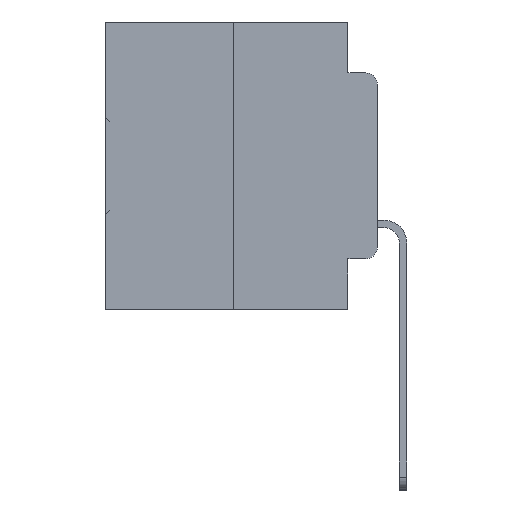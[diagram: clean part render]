
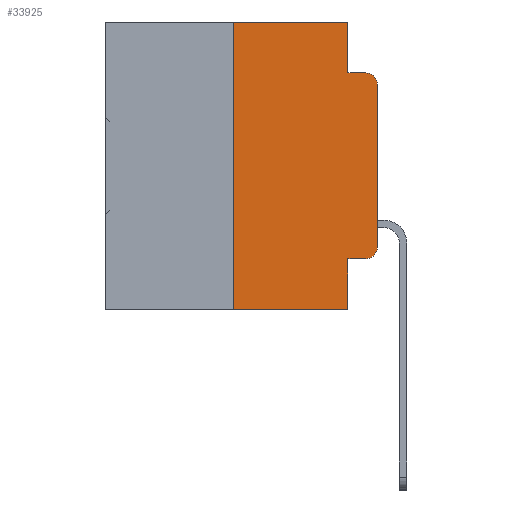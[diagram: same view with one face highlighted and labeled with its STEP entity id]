
A CAD part, left-side view. The second image highlights one B-rep face of the part: STEP entity #33925.
In plain terms, the highlighted planar face has unit normal (-1, 0, 0).
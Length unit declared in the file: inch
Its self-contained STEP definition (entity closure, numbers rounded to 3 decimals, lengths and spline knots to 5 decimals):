
#750 = CARTESIAN_POINT ( 'NONE',  ( 0., 0.051, -0.4115 ) ) ;
#1146 = VERTEX_POINT ( 'NONE', #35442 ) ;
#1662 = ORIENTED_EDGE ( 'NONE', *, *, #13716, .F. ) ;
#1681 = PLANE ( 'NONE',  #20902 ) ;
#1826 = CARTESIAN_POINT ( 'NONE',  ( 0., 0., -0.3915 ) ) ;
#2521 = VERTEX_POINT ( 'NONE', #6101 ) ;
#2662 = EDGE_CURVE ( 'NONE', #24225, #6385, #6070, .T. ) ;
#3452 = DIRECTION ( 'NONE',  ( 0., -1., 0. ) ) ;
#3551 = DIRECTION ( 'NONE',  ( 0., -1., 0. ) ) ;
#3915 = LINE ( 'NONE', #5569, #9555 ) ;
#4012 = CARTESIAN_POINT ( 'NONE',  ( 0., 0.02, -0.3915 ) ) ;
#4093 = VECTOR ( 'NONE', #27255, 39.37008 ) ;
#4270 = ORIENTED_EDGE ( 'NONE', *, *, #13938, .F. ) ;
#4512 = DIRECTION ( 'NONE',  ( 0., 0., -1. ) ) ;
#4666 = VERTEX_POINT ( 'NONE', #7155 ) ;
#4677 = VECTOR ( 'NONE', #3452, 39.37008 ) ;
#4983 = LINE ( 'NONE', #19060, #4093 ) ;
#5569 = CARTESIAN_POINT ( 'NONE',  ( 0., 0.473, 0. ) ) ;
#5831 = DIRECTION ( 'NONE',  ( 0., -1., 0. ) ) ;
#6020 = VERTEX_POINT ( 'NONE', #33155 ) ;
#6070 = CIRCLE ( 'NONE', #18338, 0.02 ) ;
#6101 = CARTESIAN_POINT ( 'NONE',  ( 0., 0.25, -0.5 ) ) ;
#6143 = EDGE_CURVE ( 'NONE', #24839, #24225, #17499, .T. ) ;
#6385 = VERTEX_POINT ( 'NONE', #1826 ) ;
#6810 = DIRECTION ( 'NONE',  ( 0., 0., -1. ) ) ;
#7155 = CARTESIAN_POINT ( 'NONE',  ( 0., 0.051, 0. ) ) ;
#7173 = CARTESIAN_POINT ( 'NONE',  ( 0., 0.473, 0. ) ) ;
#7175 = DIRECTION ( 'NONE',  ( 0., 0., 1. ) ) ;
#7812 = CARTESIAN_POINT ( 'NONE',  ( 0., 0., -0.1085 ) ) ;
#8219 = LINE ( 'NONE', #18327, #22045 ) ;
#8496 = CARTESIAN_POINT ( 'NONE',  ( 0., 0.051, -0.4115 ) ) ;
#9555 = VECTOR ( 'NONE', #16697, 39.37008 ) ;
#10015 = ORIENTED_EDGE ( 'NONE', *, *, #25336, .F. ) ;
#10301 = EDGE_CURVE ( 'NONE', #24839, #14833, #35046, .T. ) ;
#10447 = CARTESIAN_POINT ( 'NONE',  ( 0., 0.051, 0. ) ) ;
#12041 = LINE ( 'NONE', #17281, #4677 ) ;
#12748 = VECTOR ( 'NONE', #28192, 39.37008 ) ;
#13440 = EDGE_LOOP ( 'NONE', ( #18157, #24176, #34763, #4270, #10015, #1662, #16996, #14002, #28264, #27211 ) ) ;
#13462 = EDGE_CURVE ( 'NONE', #19417, #6020, #30797, .T. ) ;
#13716 = EDGE_CURVE ( 'NONE', #2521, #1146, #4983, .T. ) ;
#13938 = EDGE_CURVE ( 'NONE', #4666, #18421, #34608, .T. ) ;
#14002 = ORIENTED_EDGE ( 'NONE', *, *, #10301, .F. ) ;
#14061 = CARTESIAN_POINT ( 'NONE',  ( 0., 0.473, -0.5 ) ) ;
#14833 = VERTEX_POINT ( 'NONE', #21477 ) ;
#15182 = DIRECTION ( 'NONE',  ( -1., 0., 0. ) ) ;
#15681 = EDGE_CURVE ( 'NONE', #2521, #14833, #18269, .T. ) ;
#16697 = DIRECTION ( 'NONE',  ( 0., -1., 0. ) ) ;
#16996 = ORIENTED_EDGE ( 'NONE', *, *, #15681, .T. ) ;
#17281 = CARTESIAN_POINT ( 'NONE',  ( 0., 0.051, -0.0885 ) ) ;
#17395 = EDGE_CURVE ( 'NONE', #6385, #19417, #8219, .T. ) ;
#17499 = LINE ( 'NONE', #750, #31164 ) ;
#18157 = ORIENTED_EDGE ( 'NONE', *, *, #17395, .T. ) ;
#18269 = LINE ( 'NONE', #14061, #31897 ) ;
#18327 = CARTESIAN_POINT ( 'NONE',  ( 0., 0., 0. ) ) ;
#18338 = AXIS2_PLACEMENT_3D ( 'NONE', #4012, #23328, #6810 ) ;
#18364 = EDGE_CURVE ( 'NONE', #18421, #6020, #12041, .T. ) ;
#18421 = VERTEX_POINT ( 'NONE', #31236 ) ;
#19060 = CARTESIAN_POINT ( 'NONE',  ( 0., 0.25, 0. ) ) ;
#19417 = VERTEX_POINT ( 'NONE', #7812 ) ;
#19997 = CARTESIAN_POINT ( 'NONE',  ( 0., 0.051, 0. ) ) ;
#20902 = AXIS2_PLACEMENT_3D ( 'NONE', #7173, #21060, #4512 ) ;
#21060 = DIRECTION ( 'NONE',  ( 1., 0., 0. ) ) ;
#21477 = CARTESIAN_POINT ( 'NONE',  ( 0., 0.051, -0.5 ) ) ;
#22045 = VECTOR ( 'NONE', #7175, 39.37008 ) ;
#23328 = DIRECTION ( 'NONE',  ( -1., 0., 0. ) ) ;
#24176 = ORIENTED_EDGE ( 'NONE', *, *, #13462, .T. ) ;
#24225 = VERTEX_POINT ( 'NONE', #25560 ) ;
#24839 = VERTEX_POINT ( 'NONE', #8496 ) ;
#25336 = EDGE_CURVE ( 'NONE', #1146, #4666, #3915, .T. ) ;
#25560 = CARTESIAN_POINT ( 'NONE',  ( 0., 0.02, -0.4115 ) ) ;
#26091 = AXIS2_PLACEMENT_3D ( 'NONE', #31554, #15182, #34302 ) ;
#27211 = ORIENTED_EDGE ( 'NONE', *, *, #2662, .T. ) ;
#27255 = DIRECTION ( 'NONE',  ( 0., 0., 1. ) ) ;
#27801 = VECTOR ( 'NONE', #29737, 39.37008 ) ;
#28192 = DIRECTION ( 'NONE',  ( 0., 0., -1. ) ) ;
#28264 = ORIENTED_EDGE ( 'NONE', *, *, #6143, .T. ) ;
#29737 = DIRECTION ( 'NONE',  ( 0., 0., -1. ) ) ;
#30008 = FACE_OUTER_BOUND ( 'NONE', #13440, .T. ) ;
#30797 = CIRCLE ( 'NONE', #26091, 0.02 ) ;
#31164 = VECTOR ( 'NONE', #3551, 39.37008 ) ;
#31236 = CARTESIAN_POINT ( 'NONE',  ( 0., 0.051, -0.0885 ) ) ;
#31554 = CARTESIAN_POINT ( 'NONE',  ( 0., 0.02, -0.1085 ) ) ;
#31897 = VECTOR ( 'NONE', #5831, 39.37008 ) ;
#33155 = CARTESIAN_POINT ( 'NONE',  ( 0., 0.02, -0.0885 ) ) ;
#33925 = ADVANCED_FACE ( 'NONE', ( #30008 ), #1681, .F. ) ;
#34302 = DIRECTION ( 'NONE',  ( 0., 0., -1. ) ) ;
#34608 = LINE ( 'NONE', #19997, #12748 ) ;
#34763 = ORIENTED_EDGE ( 'NONE', *, *, #18364, .F. ) ;
#35046 = LINE ( 'NONE', #10447, #27801 ) ;
#35442 = CARTESIAN_POINT ( 'NONE',  ( 0., 0.25, 0. ) ) ;
